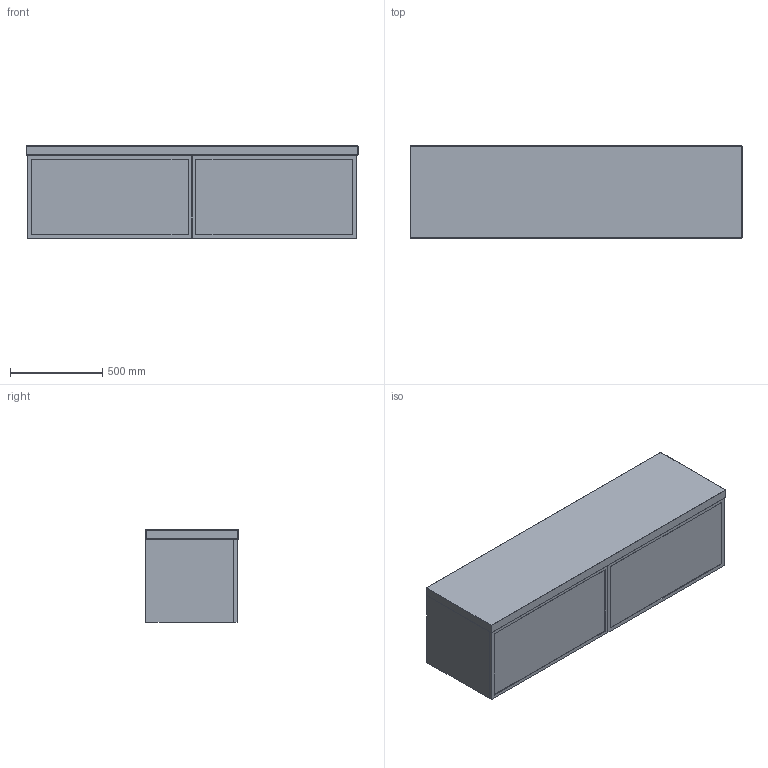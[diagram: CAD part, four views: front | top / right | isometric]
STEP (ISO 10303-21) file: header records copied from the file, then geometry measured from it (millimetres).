
FILE_DESCRIPTION(/* description */ (''),/* implementation_level */ '2;1');
FILE_NAME(/* name */ 'Kado Lux Slim 1800 (50MM)',/* time_stamp */ '2025-07-09T15:05:15+10:00',/* author */ (''),/* organization */ (''),/* preprocessor_version */ 'ST-DEVELOPER v16.5',/* originating_system */ '',/* authorisation */ '');
FILE_SCHEMA (('AUTOMOTIVE_DESIGN'));
Length unit declared in the file: millimetre
Products named in the file (9): Document; Kado Lux Slim 1800 (50MM); 50MM Benchtop (Semi-Inset) ALL10; 1800 Benchtop (50mm)89; Kado Lux Slim ALL1415161718; Kado Lux Slim 18001213; Lux Slim Drawer Front 89011; Lux Slim Drawer Front 8904; Kado Lux Slim Carcass 18002
Assembly tree (9 placements, depth 6):
  Document
    Kado Lux Slim 1800 (50MM)
      50MM Benchtop (Semi-Inset) ALL10
        1800 Benchtop (50mm)89
      Kado Lux Slim ALL1415161718
        Kado Lux Slim 18001213
          Lux Slim Drawer Front 89011  x2
            Lux Slim Drawer Front 8904
          Kado Lux Slim Carcass 18002
Bounding box: 1800 x 500 x 500 mm (x, y, z)
Volume: 59188982.2 mm3; surface area: 8417786.9 mm2
Topology: 8 solids, 8 shells, 80 faces, 169 edges, 102 vertices
Faces by surface type: plane 63, cylinder 11, bspline 6
Entity records: 2071 total; most frequent: CARTESIAN_POINT 740, ORIENTED_EDGE 278, EDGE_CURVE 139, B_SPLINE_CURVE_WITH_KNOTS 119, DIRECTION 105, VERTEX_POINT 86, AXIS2_PLACEMENT_3D 84, EDGE_LOOP 71
